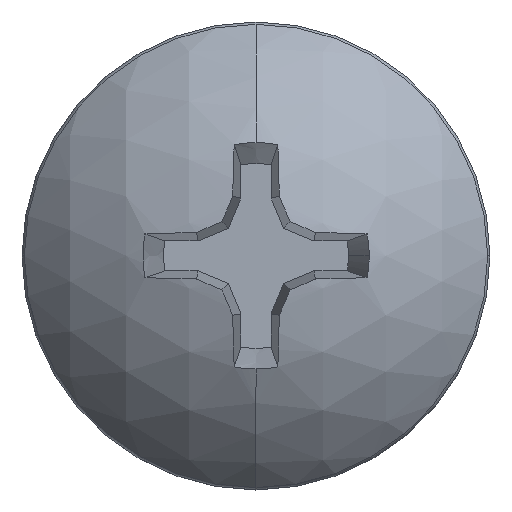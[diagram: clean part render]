
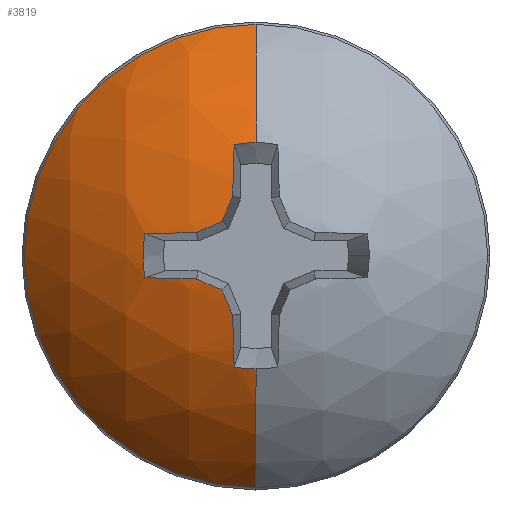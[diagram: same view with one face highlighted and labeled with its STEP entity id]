
A CAD part, top view. The second image highlights one B-rep face of the part: STEP entity #3819.
In plain terms, the highlighted spherical face has radius 4.221 mm.
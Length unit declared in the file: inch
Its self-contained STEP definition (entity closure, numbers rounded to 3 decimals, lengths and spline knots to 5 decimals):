
#53 = AXIS2_PLACEMENT_3D ( 'NONE', #1322, #6678, #5983 ) ;
#54 = CARTESIAN_POINT ( 'NONE',  ( 0.00075, 0., 0.3824 ) ) ;
#62 = EDGE_CURVE ( 'NONE', #2933, #1280, #7405, .T. ) ;
#67 = ORIENTED_EDGE ( 'NONE', *, *, #1513, .T. ) ;
#191 = DIRECTION ( 'NONE',  ( 0., 0., -1. ) ) ;
#221 = DIRECTION ( 'NONE',  ( -0.92, -0.381, -0.087 ) ) ;
#249 = DIRECTION ( 'NONE',  ( 0., 0.996, -0.087 ) ) ;
#541 = VERTEX_POINT ( 'NONE', #7098 ) ;
#618 = EDGE_CURVE ( 'NONE', #7006, #6364, #1450, .T. ) ;
#619 = AXIS2_PLACEMENT_3D ( 'NONE', #6935, #249, #4256 ) ;
#753 = DIRECTION ( 'NONE',  ( 0.924, 0.383, 0. ) ) ;
#815 = DIRECTION ( 'NONE',  ( -0.381, 0.92, -0.087 ) ) ;
#860 = ORIENTED_EDGE ( 'NONE', *, *, #2226, .T. ) ;
#907 = ORIENTED_EDGE ( 'NONE', *, *, #618, .F. ) ;
#913 = CARTESIAN_POINT ( 'NONE',  ( 0., 0., 0.53513 ) ) ;
#987 = CARTESIAN_POINT ( 'NONE',  ( -0.06409, -0.01261, 0.53513 ) ) ;
#1002 = CIRCLE ( 'NONE', #3340, 0.06531 ) ;
#1022 = CARTESIAN_POINT ( 'NONE',  ( -0.01968, 0.01968, 0.54615 ) ) ;
#1145 = DIRECTION ( 'NONE',  ( 0., 0., -1. ) ) ;
#1189 = ORIENTED_EDGE ( 'NONE', *, *, #7822, .T. ) ;
#1266 = DIRECTION ( 'NONE',  ( 0., 0., 1. ) ) ;
#1280 = VERTEX_POINT ( 'NONE', #7842 ) ;
#1322 = CARTESIAN_POINT ( 'NONE',  ( 0., 0.00075, 0.3824 ) ) ;
#1334 = CARTESIAN_POINT ( 'NONE',  ( 0., 0., 0.38234 ) ) ;
#1366 = DIRECTION ( 'NONE',  ( 0., 0., 1. ) ) ;
#1450 = CIRCLE ( 'NONE', #3631, 0.16616 ) ;
#1513 = EDGE_CURVE ( 'NONE', #8436, #4479, #2056, .T. ) ;
#1522 = ORIENTED_EDGE ( 'NONE', *, *, #8421, .T. ) ;
#1700 = CIRCLE ( 'NONE', #2832, 0.13364 ) ;
#1783 = AXIS2_PLACEMENT_3D ( 'NONE', #4226, #221, #7507 ) ;
#1818 = DIRECTION ( 'NONE',  ( 0.087, 0., -0.996 ) ) ;
#2056 = CIRCLE ( 'NONE', #6828, 0.16578 ) ;
#2152 = AXIS2_PLACEMENT_3D ( 'NONE', #913, #191, #6873 ) ;
#2215 = DIRECTION ( 'NONE',  ( 0., 1., 0. ) ) ;
#2226 = EDGE_CURVE ( 'NONE', #6666, #6364, #8630, .T. ) ;
#2307 = CIRCLE ( 'NONE', #6867, 0.16578 ) ;
#2365 = ORIENTED_EDGE ( 'NONE', *, *, #6234, .T. ) ;
#2495 = VERTEX_POINT ( 'NONE', #7452 ) ;
#2501 = ORIENTED_EDGE ( 'NONE', *, *, #4759, .T. ) ;
#2510 = CARTESIAN_POINT ( 'NONE',  ( -0.13364, 0., 0.48108 ) ) ;
#2541 = AXIS2_PLACEMENT_3D ( 'NONE', #5572, #7603, #2215 ) ;
#2555 = EDGE_CURVE ( 'NONE', #4479, #4494, #6633, .T. ) ;
#2561 = DIRECTION ( 'NONE',  ( 1., 0., 0. ) ) ;
#2737 = CIRCLE ( 'NONE', #7511, 0.16616 ) ;
#2768 = CARTESIAN_POINT ( 'NONE',  ( -0.00432, 0.01043, 0.38135 ) ) ;
#2772 = CARTESIAN_POINT ( 'NONE',  ( 0., -0.06531, 0.53513 ) ) ;
#2832 = AXIS2_PLACEMENT_3D ( 'NONE', #8635, #1266, #2561 ) ;
#2933 = VERTEX_POINT ( 'NONE', #3124 ) ;
#3006 = AXIS2_PLACEMENT_3D ( 'NONE', #2768, #815, #753 ) ;
#3049 = CARTESIAN_POINT ( 'NONE',  ( 0., 0., 0.53513 ) ) ;
#3063 = DIRECTION ( 'NONE',  ( 0., 0., -1. ) ) ;
#3124 = CARTESIAN_POINT ( 'NONE',  ( -0.01261, -0.06409, 0.53513 ) ) ;
#3179 = CARTESIAN_POINT ( 'NONE',  ( 0., 0., 0.48108 ) ) ;
#3295 = DIRECTION ( 'NONE',  ( -0.996, 0., -0.087 ) ) ;
#3340 = AXIS2_PLACEMENT_3D ( 'NONE', #4945, #6257, #5611 ) ;
#3474 = CIRCLE ( 'NONE', #1783, 0.16578 ) ;
#3631 = AXIS2_PLACEMENT_3D ( 'NONE', #8472, #7725, #3063 ) ;
#3659 = CARTESIAN_POINT ( 'NONE',  ( -0.00432, -0.01043, 0.38135 ) ) ;
#3699 = CARTESIAN_POINT ( 'NONE',  ( -0.03438, -0.01342, 0.54435 ) ) ;
#3717 = DIRECTION ( 'NONE',  ( -1., 0., 0. ) ) ;
#3734 = CARTESIAN_POINT ( 'NONE',  ( -0.01043, 0.00432, 0.38135 ) ) ;
#3780 = CARTESIAN_POINT ( 'NONE',  ( 0.00075, 0., 0.3824 ) ) ;
#3819 = ADVANCED_FACE ( 'NONE', ( #4028 ), #4017, .T. ) ;
#3858 = CARTESIAN_POINT ( 'NONE',  ( 0., 0.13364, 0.48108 ) ) ;
#3895 = CIRCLE ( 'NONE', #8169, 0.06531 ) ;
#3971 = ORIENTED_EDGE ( 'NONE', *, *, #5012, .T. ) ;
#4017 = SPHERICAL_SURFACE ( 'NONE', #2541, 0.16616 ) ;
#4028 = FACE_OUTER_BOUND ( 'NONE', #8204, .T. ) ;
#4226 = CARTESIAN_POINT ( 'NONE',  ( -0.01043, -0.00432, 0.38135 ) ) ;
#4256 = DIRECTION ( 'NONE',  ( 0., -0.087, -0.996 ) ) ;
#4301 = CARTESIAN_POINT ( 'NONE',  ( -0.06409, 0.01261, 0.53513 ) ) ;
#4307 = CIRCLE ( 'NONE', #619, 0.16616 ) ;
#4311 = DIRECTION ( 'NONE',  ( 0.383, 0.924, 0. ) ) ;
#4419 = CIRCLE ( 'NONE', #6481, 0.16616 ) ;
#4479 = VERTEX_POINT ( 'NONE', #3699 ) ;
#4494 = VERTEX_POINT ( 'NONE', #987 ) ;
#4649 = DIRECTION ( 'NONE',  ( -1., 0., 0. ) ) ;
#4759 = EDGE_CURVE ( 'NONE', #541, #8052, #2737, .T. ) ;
#4792 = CARTESIAN_POINT ( 'NONE',  ( -0.01342, 0.03438, 0.54435 ) ) ;
#4900 = EDGE_CURVE ( 'NONE', #6123, #6666, #4419, .T. ) ;
#4945 = CARTESIAN_POINT ( 'NONE',  ( 0., 0., 0.53513 ) ) ;
#5012 = EDGE_CURVE ( 'NONE', #2495, #6871, #5882, .T. ) ;
#5322 = DIRECTION ( 'NONE',  ( 0.087, 0., -0.996 ) ) ;
#5472 = AXIS2_PLACEMENT_3D ( 'NONE', #3179, #1366, #5810 ) ;
#5572 = CARTESIAN_POINT ( 'NONE',  ( 0., 0., 0.38234 ) ) ;
#5611 = DIRECTION ( 'NONE',  ( -1., 0., 0. ) ) ;
#5746 = DIRECTION ( 'NONE',  ( -0.996, 0., -0.087 ) ) ;
#5810 = DIRECTION ( 'NONE',  ( 1., 0., 0. ) ) ;
#5882 = CIRCLE ( 'NONE', #3006, 0.16578 ) ;
#5967 = DIRECTION ( 'NONE',  ( 0., -1., 0. ) ) ;
#5983 = DIRECTION ( 'NONE',  ( 0., -0.087, 0.996 ) ) ;
#5985 = CARTESIAN_POINT ( 'NONE',  ( 0., 0.06531, 0.53513 ) ) ;
#6064 = AXIS2_PLACEMENT_3D ( 'NONE', #3780, #5746, #1818 ) ;
#6123 = VERTEX_POINT ( 'NONE', #4792 ) ;
#6154 = ORIENTED_EDGE ( 'NONE', *, *, #6256, .T. ) ;
#6234 = EDGE_CURVE ( 'NONE', #1280, #8436, #3474, .T. ) ;
#6246 = ORIENTED_EDGE ( 'NONE', *, *, #2555, .T. ) ;
#6256 = EDGE_CURVE ( 'NONE', #7818, #541, #1700, .T. ) ;
#6257 = DIRECTION ( 'NONE',  ( 0., 0., -1. ) ) ;
#6364 = VERTEX_POINT ( 'NONE', #5985 ) ;
#6481 = AXIS2_PLACEMENT_3D ( 'NONE', #54, #3295, #5322 ) ;
#6511 = CIRCLE ( 'NONE', #5472, 0.13364 ) ;
#6633 = CIRCLE ( 'NONE', #53, 0.16616 ) ;
#6637 = EDGE_CURVE ( 'NONE', #7437, #2495, #4307, .T. ) ;
#6666 = VERTEX_POINT ( 'NONE', #6904 ) ;
#6678 = DIRECTION ( 'NONE',  ( 0., -0.996, -0.087 ) ) ;
#6802 = EDGE_CURVE ( 'NONE', #6871, #6123, #2307, .T. ) ;
#6828 = AXIS2_PLACEMENT_3D ( 'NONE', #3659, #8338, #6907 ) ;
#6867 = AXIS2_PLACEMENT_3D ( 'NONE', #3734, #8419, #4311 ) ;
#6871 = VERTEX_POINT ( 'NONE', #1022 ) ;
#6873 = DIRECTION ( 'NONE',  ( -1., 0., 0. ) ) ;
#6904 = CARTESIAN_POINT ( 'NONE',  ( -0.01261, 0.06409, 0.53513 ) ) ;
#6907 = DIRECTION ( 'NONE',  ( -0.924, 0.383, 0. ) ) ;
#6935 = CARTESIAN_POINT ( 'NONE',  ( 0., -0.00075, 0.3824 ) ) ;
#7006 = VERTEX_POINT ( 'NONE', #3858 ) ;
#7037 = ORIENTED_EDGE ( 'NONE', *, *, #4900, .T. ) ;
#7098 = CARTESIAN_POINT ( 'NONE',  ( 0., -0.13364, 0.48108 ) ) ;
#7142 = ORIENTED_EDGE ( 'NONE', *, *, #62, .T. ) ;
#7405 = CIRCLE ( 'NONE', #6064, 0.16616 ) ;
#7422 = ORIENTED_EDGE ( 'NONE', *, *, #7451, .T. ) ;
#7433 = ORIENTED_EDGE ( 'NONE', *, *, #6802, .T. ) ;
#7437 = VERTEX_POINT ( 'NONE', #4301 ) ;
#7451 = EDGE_CURVE ( 'NONE', #8052, #2933, #1002, .T. ) ;
#7452 = CARTESIAN_POINT ( 'NONE',  ( -0.03438, 0.01342, 0.54435 ) ) ;
#7507 = DIRECTION ( 'NONE',  ( -0.383, 0.924, 0. ) ) ;
#7511 = AXIS2_PLACEMENT_3D ( 'NONE', #1334, #4649, #5967 ) ;
#7603 = DIRECTION ( 'NONE',  ( -1., 0., 0. ) ) ;
#7725 = DIRECTION ( 'NONE',  ( 1., 0., 0. ) ) ;
#7739 = CARTESIAN_POINT ( 'NONE',  ( -0.01968, -0.01968, 0.54615 ) ) ;
#7818 = VERTEX_POINT ( 'NONE', #2510 ) ;
#7822 = EDGE_CURVE ( 'NONE', #7006, #7818, #6511, .T. ) ;
#7842 = CARTESIAN_POINT ( 'NONE',  ( -0.01342, -0.03438, 0.54435 ) ) ;
#8052 = VERTEX_POINT ( 'NONE', #2772 ) ;
#8169 = AXIS2_PLACEMENT_3D ( 'NONE', #3049, #1145, #3717 ) ;
#8204 = EDGE_LOOP ( 'NONE', ( #1189, #6154, #2501, #7422, #7142, #2365, #67, #6246, #1522, #8476, #3971, #7433, #7037, #860, #907 ) ) ;
#8338 = DIRECTION ( 'NONE',  ( -0.381, -0.92, -0.087 ) ) ;
#8419 = DIRECTION ( 'NONE',  ( -0.92, 0.381, -0.087 ) ) ;
#8421 = EDGE_CURVE ( 'NONE', #4494, #7437, #3895, .T. ) ;
#8436 = VERTEX_POINT ( 'NONE', #7739 ) ;
#8472 = CARTESIAN_POINT ( 'NONE',  ( 0., 0., 0.38234 ) ) ;
#8476 = ORIENTED_EDGE ( 'NONE', *, *, #6637, .T. ) ;
#8630 = CIRCLE ( 'NONE', #2152, 0.06531 ) ;
#8635 = CARTESIAN_POINT ( 'NONE',  ( 0., 0., 0.48108 ) ) ;
